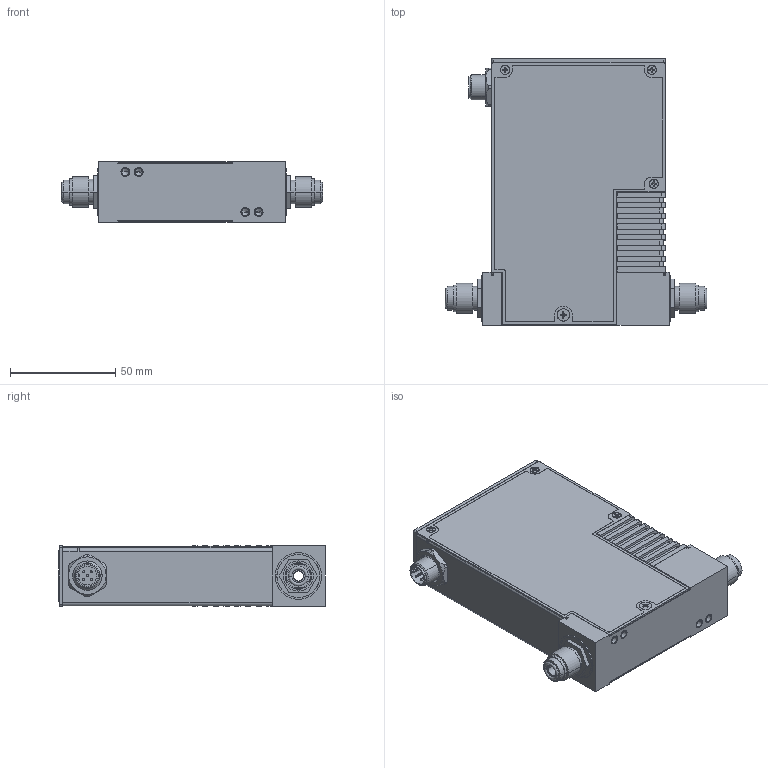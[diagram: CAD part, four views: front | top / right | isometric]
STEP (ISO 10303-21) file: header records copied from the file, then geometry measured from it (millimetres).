
FILE_DESCRIPTION((''),'2;1');
FILE_NAME('P4B_DNET_4VCR_NORM_CLOSED_ASM','2010-11-10T',('cockrofm'),('MKS Instruments, Inc.'),'PRO/ENGINEER BY PARAMETRIC TECHNOLOGY CORPORATION, 2009060','PRO/ENGINEER BY PARAMETRIC TECHNOLOGY CORPORATION, 2009060','');
FILE_SCHEMA(('CONFIG_CONTROL_DESIGN'));
Length unit declared in the file: inch
Products named in the file (30): 1015950_FLOWBODY; 1029908-001_DNET; 1033239_STANDOFF; 1029908-001_DNET_ASM; 133140_4VCR_FITTING; 114-9989_CONN_RJ45; 1020469_DNET_PWR-BD_ASM; 1032346_TOP_PLATE; 1020465_PWB_DISPLAY; 043-7916_DISPLAY; 044-8533_LED-INDICATOR; 1020478_FLEX_CONN_10_COND_ASM; 1020466_CCA_DISPLAY_ASM; 1020806_PLATE_COVER; 1026189-001; 134850_PWB_DNET_CONN; 133675_DNET-CONN; 129654-P1_GROUNDLUG_DPC; 134851_CCA_DNET_CONN_ASM; 133675_DNET_CONN_NUT; 160-6310; 1032367_LABEL_FRT; 1032368_LABEL_BACK; 160-0086; 160-0155_2-32_TYPE-B_3-16-LNG; 1034133_HEATSINK; 160-9715; 1039675; 134100-P1_LABEL-POSITION1; P4B_DNET_4VCR_NORM_CLOSED_ASM
Assembly tree (41 placements, depth 3):
  P4B_DNET_4VCR_NORM_CLOSED_ASM
    1015950_FLOWBODY
    1029908-001_DNET_ASM
      1029908-001_DNET
      1033239_STANDOFF  x3
    133140_4VCR_FITTING  x2
    1020469_DNET_PWR-BD_ASM
      114-9989_CONN_RJ45
    1032346_TOP_PLATE
    1020466_CCA_DISPLAY_ASM
      1020465_PWB_DISPLAY
      043-7916_DISPLAY
      044-8533_LED-INDICATOR  x2
      1020478_FLEX_CONN_10_COND_ASM
    1020806_PLATE_COVER
    1026189-001
    134851_CCA_DNET_CONN_ASM
      134850_PWB_DNET_CONN
      133675_DNET-CONN
      129654-P1_GROUNDLUG_DPC
    133675_DNET_CONN_NUT
    160-6310  x3
    1032367_LABEL_FRT
    1032368_LABEL_BACK
    160-0086  x5
    160-0155_2-32_TYPE-B_3-16-LNG  x2
    1034133_HEATSINK
    160-9715  x2
    1039675
    134100-P1_LABEL-POSITION1
Bounding box: 123.95 x 126.33 x 28.57 mm (x, y, z)
Volume: 105346.4 mm3; surface area: 124986.5 mm2
Topology: 36 solids, 63 shells, 1543 faces, 4048 edges, 2455 vertices
Faces by surface type: plane 611, cylinder 454, bspline 340, cone 126, torus 8, sphere 4
Entity records: 37486 total; most frequent: CARTESIAN_POINT 9141, DIRECTION 5811, ORIENTED_EDGE 5618, EDGE_CURVE 2858, AXIS2_PLACEMENT_3D 2051, VERTEX_POINT 1934, VECTOR 1709, LINE 1709
